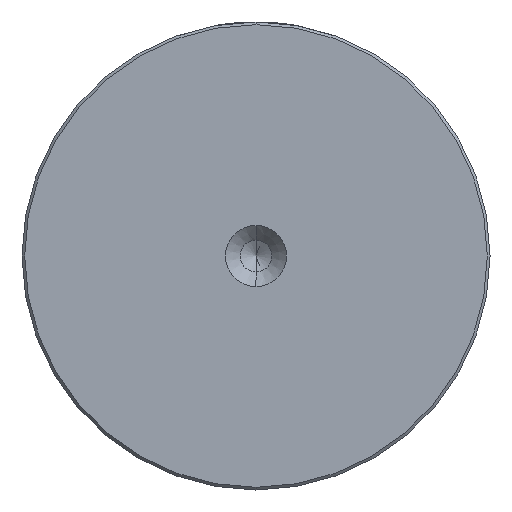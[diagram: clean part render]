
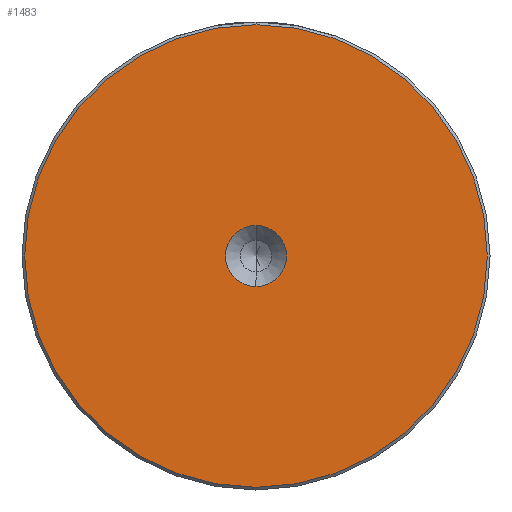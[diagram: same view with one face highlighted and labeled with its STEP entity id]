
A CAD part, left-side view. The second image highlights one B-rep face of the part: STEP entity #1483.
In plain terms, the highlighted planar face has unit normal (-1, 0, 0).
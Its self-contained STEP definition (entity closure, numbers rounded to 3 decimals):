
#55 = CIRCLE ( 'NONE', #972, 5.6 ) ;
#56 = CARTESIAN_POINT ( 'NONE',  ( 0., 0., 5.6 ) ) ;
#89 = AXIS2_PLACEMENT_3D ( 'NONE', #1008, #1638, #400 ) ;
#109 = DIRECTION ( 'NONE',  ( 0., 0., 1. ) ) ;
#167 = CARTESIAN_POINT ( 'NONE',  ( 0., 0., -42.5 ) ) ;
#343 = CIRCLE ( 'NONE', #1026, 42.5 ) ;
#400 = DIRECTION ( 'NONE',  ( 0., 0., 1. ) ) ;
#505 = ORIENTED_EDGE ( 'NONE', *, *, #1276, .F. ) ;
#623 = CIRCLE ( 'NONE', #1239, 42.5 ) ;
#645 = DIRECTION ( 'NONE',  ( 0., 0., 1. ) ) ;
#657 = DIRECTION ( 'NONE',  ( -1., 0., 0. ) ) ;
#664 = CARTESIAN_POINT ( 'NONE',  ( 0., 0., 0. ) ) ;
#670 = EDGE_CURVE ( 'NONE', #1950, #1578, #623, .T. ) ;
#675 = EDGE_LOOP ( 'NONE', ( #2069, #505 ) ) ;
#685 = FACE_BOUND ( 'NONE', #675, .T. ) ;
#687 = AXIS2_PLACEMENT_3D ( 'NONE', #2506, #1242, #2714 ) ;
#731 = ORIENTED_EDGE ( 'NONE', *, *, #1860, .T. ) ;
#798 = PLANE ( 'NONE',  #89 ) ;
#925 = CARTESIAN_POINT ( 'NONE',  ( 0., 0., 0. ) ) ;
#972 = AXIS2_PLACEMENT_3D ( 'NONE', #925, #2396, #1133 ) ;
#1008 = CARTESIAN_POINT ( 'NONE',  ( 0., 0., 0. ) ) ;
#1026 = AXIS2_PLACEMENT_3D ( 'NONE', #2621, #1354, #109 ) ;
#1133 = DIRECTION ( 'NONE',  ( 0., 0., 1. ) ) ;
#1232 = EDGE_LOOP ( 'NONE', ( #2147, #731 ) ) ;
#1239 = AXIS2_PLACEMENT_3D ( 'NONE', #664, #657, #645 ) ;
#1242 = DIRECTION ( 'NONE',  ( -1., 0., 0. ) ) ;
#1276 = EDGE_CURVE ( 'NONE', #1990, #2638, #55, .T. ) ;
#1354 = DIRECTION ( 'NONE',  ( -1., 0., 0. ) ) ;
#1409 = CARTESIAN_POINT ( 'NONE',  ( 0., 0., -5.6 ) ) ;
#1483 = ADVANCED_FACE ( 'NONE', ( #1804, #685 ), #798, .T. ) ;
#1578 = VERTEX_POINT ( 'NONE', #1688 ) ;
#1638 = DIRECTION ( 'NONE',  ( -1., 0., 0. ) ) ;
#1688 = CARTESIAN_POINT ( 'NONE',  ( 0., 0., 42.5 ) ) ;
#1804 = FACE_OUTER_BOUND ( 'NONE', #1232, .T. ) ;
#1860 = EDGE_CURVE ( 'NONE', #1578, #1950, #343, .T. ) ;
#1950 = VERTEX_POINT ( 'NONE', #167 ) ;
#1990 = VERTEX_POINT ( 'NONE', #1409 ) ;
#2069 = ORIENTED_EDGE ( 'NONE', *, *, #2091, .F. ) ;
#2091 = EDGE_CURVE ( 'NONE', #2638, #1990, #2589, .T. ) ;
#2147 = ORIENTED_EDGE ( 'NONE', *, *, #670, .T. ) ;
#2396 = DIRECTION ( 'NONE',  ( -1., 0., 0. ) ) ;
#2506 = CARTESIAN_POINT ( 'NONE',  ( 0., 0., 0. ) ) ;
#2589 = CIRCLE ( 'NONE', #687, 5.6 ) ;
#2621 = CARTESIAN_POINT ( 'NONE',  ( 0., 0., 0. ) ) ;
#2638 = VERTEX_POINT ( 'NONE', #56 ) ;
#2714 = DIRECTION ( 'NONE',  ( 0., 0., 1. ) ) ;
